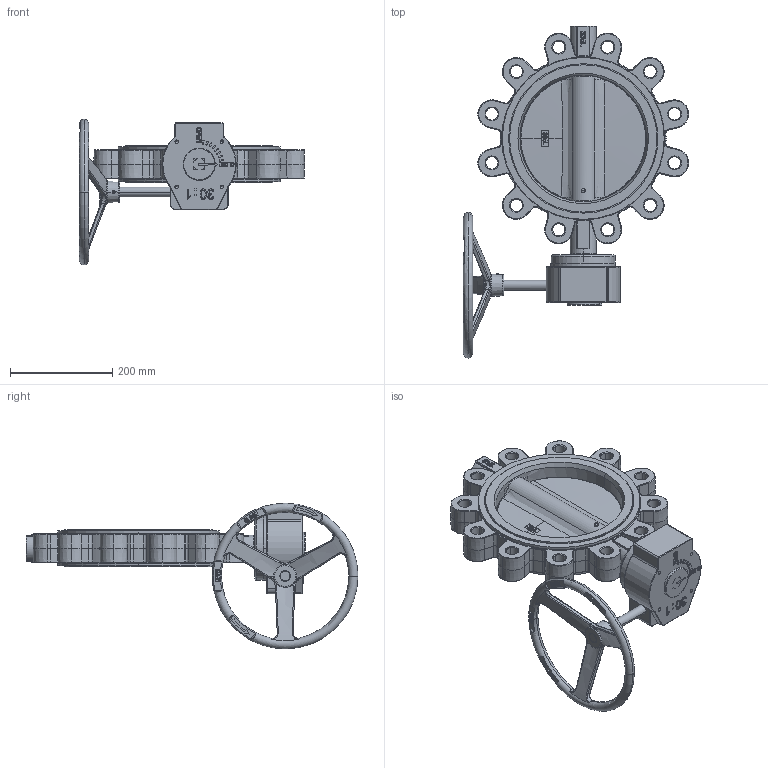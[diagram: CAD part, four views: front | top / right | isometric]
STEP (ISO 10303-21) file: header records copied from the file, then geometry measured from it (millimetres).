
FILE_DESCRIPTION (( 'STEP AP203' ), '1' );
FILE_NAME ('L9 DN250 + RM PN25.STEP', '2023-11-21T08:02:11', ( '' ), ( '' ), 'SwSTEP 2.0', 'SolidWorks 2023', '' );
FILE_SCHEMA (( 'CONFIG_CONTROL_DESIGN' ));
Products named in the file (1): L9 DN250 + RM PN25
Bounding box: 440.59 x 649.5 x 285 mm (x, y, z)
Volume: 6847780.4 mm3; surface area: 641128.4 mm2
Topology: 1 solids, 5 shells, 1388 faces, 3456 edges, 2146 vertices
Faces by surface type: plane 509, bspline 241, cone 230, cylinder 214, torus 190, sphere 4
Entity records: 67948 total; most frequent: CARTESIAN_POINT 36205, ORIENTED_EDGE 6856, DIRECTION 6171, EDGE_CURVE 3428, AXIS2_PLACEMENT_3D 2244, VERTEX_POINT 2146, LINE 1683, VECTOR 1683
